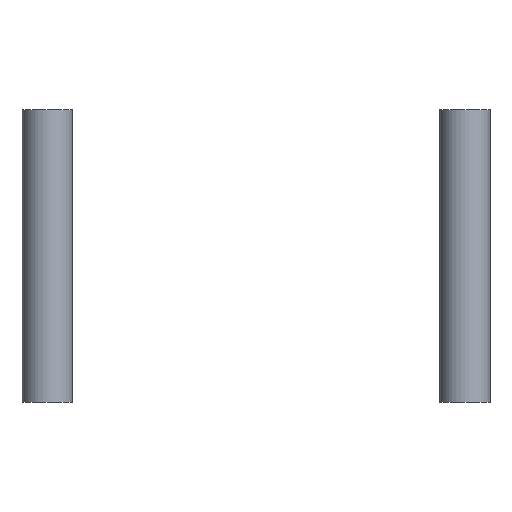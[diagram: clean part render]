
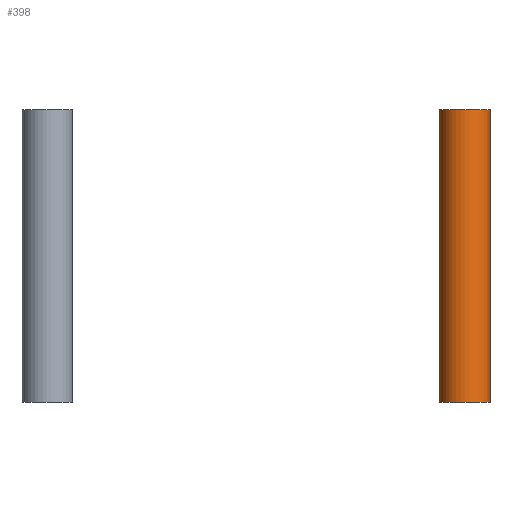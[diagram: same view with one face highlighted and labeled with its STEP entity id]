
A CAD part, front view. The second image highlights one B-rep face of the part: STEP entity #398.
In plain terms, the highlighted cylindrical face has radius 6 mm (diameter 12 mm), a full revolution.
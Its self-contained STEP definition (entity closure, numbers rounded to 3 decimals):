
#62=FACE_OUTER_BOUND('',#94,.T.);
#94=EDGE_LOOP('',(#289,#290,#291,#292));
#142=LINE('',#671,#158);
#158=VECTOR('',#527,6.);
#175=CIRCLE('',#454,6.);
#176=CIRCLE('',#455,6.);
#207=VERTEX_POINT('',#668);
#208=VERTEX_POINT('',#670);
#240=EDGE_CURVE('',#207,#207,#175,.T.);
#241=EDGE_CURVE('',#207,#208,#142,.T.);
#242=EDGE_CURVE('',#208,#208,#176,.T.);
#289=ORIENTED_EDGE('',*,*,#240,.F.);
#290=ORIENTED_EDGE('',*,*,#241,.T.);
#291=ORIENTED_EDGE('',*,*,#242,.T.);
#292=ORIENTED_EDGE('',*,*,#241,.F.);
#382=CYLINDRICAL_SURFACE('',#453,6.);
#398=ADVANCED_FACE('',(#62),#382,.T.);
#453=AXIS2_PLACEMENT_3D('',#667,#523,#524);
#454=AXIS2_PLACEMENT_3D('',#669,#525,#526);
#455=AXIS2_PLACEMENT_3D('',#672,#528,#529);
#523=DIRECTION('center_axis',(0.,0.,1.));
#524=DIRECTION('ref_axis',(-1.,0.,0.));
#525=DIRECTION('center_axis',(0.,0.,1.));
#526=DIRECTION('ref_axis',(-1.,0.,0.));
#527=DIRECTION('',(0.,0.,-1.));
#528=DIRECTION('center_axis',(0.,0.,1.));
#529=DIRECTION('ref_axis',(-1.,0.,0.));
#667=CARTESIAN_POINT('Origin',(230.,-90.,8.));
#668=CARTESIAN_POINT('',(236.,-90.,78.));
#669=CARTESIAN_POINT('Origin',(230.,-90.,78.));
#670=CARTESIAN_POINT('',(236.,-90.,8.));
#671=CARTESIAN_POINT('',(236.,-90.,8.));
#672=CARTESIAN_POINT('Origin',(230.,-90.,8.));
